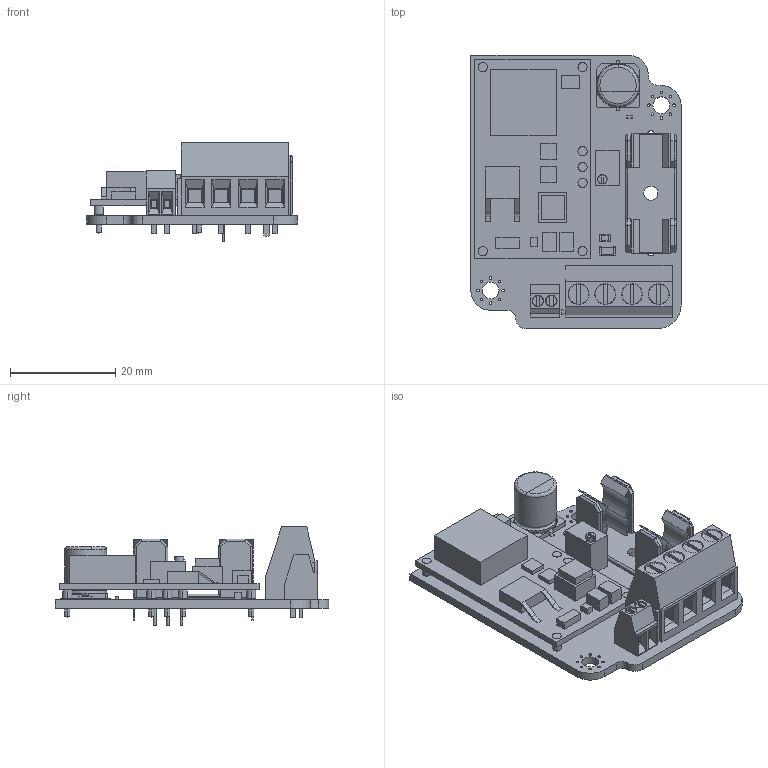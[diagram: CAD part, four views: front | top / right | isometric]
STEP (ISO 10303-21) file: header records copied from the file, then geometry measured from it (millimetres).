
FILE_DESCRIPTION(('KiCad electronic assembly'),'2;1');
FILE_NAME('','2021-03-10T22:01:24',('An Author'),('A Company'), 'Open CASCADE STEP processor 7.5','KiCad to STEP converter','Unknown' );
FILE_SCHEMA(('AUTOMOTIVE_DESIGN { 1 0 10303 214 1 1 1 1 }'));
Length unit declared in the file: millimetre
Products named in the file (20): Open CASCADE STEP translator 7.5 1; C_0805_2012Metric; SOLID; C_0402_1005Metric; CP_Elec_8x10; PTN78020-1; Potentiometer_Bourns_3266Y_Vertical; TerminalBlock_Phoenix_MKDS-1,5-4-5.08_1x04_P5.08mm_Horizontal; TerminalBlock_Phoenix_MPT-0,5-2-2.54_1x02_P2.54mm_Horizontal; Fuseholder_Cylinder-5x20mm_Schurter_0031_8201_Horizontal_Open; C_1206_3216Metric; COMPOUND
Assembly tree (19 placements, depth 3):
  Open CASCADE STEP translator 7.5 1
    C_0805_2012Metric
      SOLID
    C_0402_1005Metric
      SOLID
    CP_Elec_8x10
      SOLID
    PTN78020-1
      SOLID
    Potentiometer_Bourns_3266Y_Vertical
      SOLID
    TerminalBlock_Phoenix_MKDS-1,5-4-5.08_1x04_P5.08mm_Horizontal
      SOLID
    TerminalBlock_Phoenix_MPT-0,5-2-2.54_1x02_P2.54mm_Horizontal
      SOLID
    Fuseholder_Cylinder-5x20mm_Schurter_0031_8201_Horizontal_Open
      SOLID
    C_1206_3216Metric
      SOLID
    COMPOUND
Bounding box: 40 x 52 x 18.68 mm (x, y, z)
Volume: 8865 mm3; surface area: 12310 mm2
Topology: 10 solids, 10 shells, 694 faces, 1741 edges, 1124 vertices
Faces by surface type: plane 459, cylinder 197, bspline 33, torus 4, revolution 1
Full cylindrical faces by diameter (mm): 0.002 x1, 0.46 x3, 0.5 x16, 0.8 x3, 1.1 x6, 1.3 x6, 1.4 x7, 1.78 x1, 2 x2, 2.2 x2, 2.7 x2, 3.2 x2, 3.8 x4, 4 x4, 8 x2
Entity records: 51915 total; most frequent: CARTESIAN_POINT 11577, DIRECTION 6716, LINE 4123, VECTOR 4123, ORIENTED_EDGE 3486, PCURVE 3486, DEFINITIONAL_REPRESENTATION 3486, EDGE_CURVE 1743
